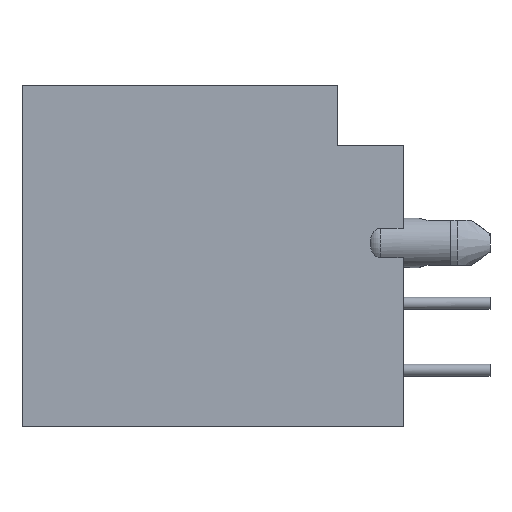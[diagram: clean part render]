
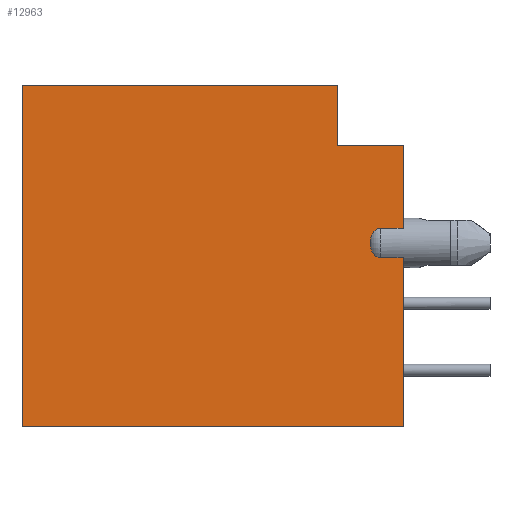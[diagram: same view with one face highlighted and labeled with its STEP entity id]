
A CAD part, left-side view. The second image highlights one B-rep face of the part: STEP entity #12963.
In plain terms, the highlighted planar face has unit normal (-1, 0, 0).
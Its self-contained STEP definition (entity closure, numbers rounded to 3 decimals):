
#38 = CARTESIAN_POINT ( 'NONE',  ( -8.01, 0.933, -5.438 ) ) ;
#73 = DIRECTION ( 'NONE',  ( 0., -1., 0. ) ) ;
#107 = CARTESIAN_POINT ( 'NONE',  ( -8.01, 2.5, 0. ) ) ;
#209 = FACE_OUTER_BOUND ( 'NONE', #11241, .T. ) ;
#272 = VERTEX_POINT ( 'NONE', #7633 ) ;
#454 = LINE ( 'NONE', #3393, #6243 ) ;
#603 = LINE ( 'NONE', #14775, #9108 ) ;
#877 = LINE ( 'NONE', #1603, #3615 ) ;
#907 = VERTEX_POINT ( 'NONE', #4631 ) ;
#1154 = CARTESIAN_POINT ( 'NONE',  ( -8.01, 1.101, -6.468 ) ) ;
#1271 = VECTOR ( 'NONE', #11244, 1000. ) ;
#1356 = CARTESIAN_POINT ( 'NONE',  ( -8.01, 10.009, -5.438 ) ) ;
#1409 = CARTESIAN_POINT ( 'NONE',  ( -8.01, 14.5, -13. ) ) ;
#1576 = CARTESIAN_POINT ( 'NONE',  ( -8.01, 2.5, -2.3 ) ) ;
#1603 = CARTESIAN_POINT ( 'NONE',  ( -8.01, 14.5, -13. ) ) ;
#1613 = VERTEX_POINT ( 'NONE', #7316 ) ;
#1726 = EDGE_CURVE ( 'NONE', #10184, #12735, #3328, .T. ) ;
#1799 = VERTEX_POINT ( 'NONE', #12678 ) ;
#1804 = DIRECTION ( 'NONE',  ( -1., 0., 0. ) ) ;
#2334 = CARTESIAN_POINT ( 'NONE',  ( -8.01, 1.235, -6.254 ) ) ;
#2869 = CARTESIAN_POINT ( 'NONE',  ( -8.01, 0., -6.562 ) ) ;
#2875 = CARTESIAN_POINT ( 'NONE',  ( -8.01, 14.5, 0. ) ) ;
#3219 = CARTESIAN_POINT ( 'NONE',  ( -8.01, 0., -13. ) ) ;
#3328 = LINE ( 'NONE', #107, #9430 ) ;
#3385 = VECTOR ( 'NONE', #8762, 1000. ) ;
#3393 = CARTESIAN_POINT ( 'NONE',  ( -8.01, 0., -13. ) ) ;
#3498 = CARTESIAN_POINT ( 'NONE',  ( -8.01, 1.258, -5.936 ) ) ;
#3615 = VECTOR ( 'NONE', #73, 1000. ) ;
#3772 = EDGE_CURVE ( 'NONE', #907, #10184, #5525, .T. ) ;
#3859 = EDGE_CURVE ( 'NONE', #4647, #8491, #5721, .T. ) ;
#3967 = DIRECTION ( 'NONE',  ( 0., 1., 0. ) ) ;
#4026 = EDGE_CURVE ( 'NONE', #272, #14436, #454, .T. ) ;
#4112 = ORIENTED_EDGE ( 'NONE', *, *, #14115, .T. ) ;
#4391 = DIRECTION ( 'NONE',  ( 0., 1., 0. ) ) ;
#4612 = ORIENTED_EDGE ( 'NONE', *, *, #3859, .F. ) ;
#4631 = CARTESIAN_POINT ( 'NONE',  ( -8.01, 0., -2.3 ) ) ;
#4635 = CARTESIAN_POINT ( 'NONE',  ( -8.01, 1.225, -5.752 ) ) ;
#4647 = VERTEX_POINT ( 'NONE', #1409 ) ;
#5433 = ORIENTED_EDGE ( 'NONE', *, *, #13945, .T. ) ;
#5445 = AXIS2_PLACEMENT_3D ( 'NONE', #13139, #1804, #9858 ) ;
#5525 = LINE ( 'NONE', #9741, #7860 ) ;
#5535 = ORIENTED_EDGE ( 'NONE', *, *, #8658, .T. ) ;
#5700 = DIRECTION ( 'NONE',  ( 0., 0., 1. ) ) ;
#5705 = LINE ( 'NONE', #9028, #6061 ) ;
#5721 = LINE ( 'NONE', #11091, #3385 ) ;
#5810 = CARTESIAN_POINT ( 'NONE',  ( -8.01, 1.142, -5.581 ) ) ;
#5920 = ORIENTED_EDGE ( 'NONE', *, *, #3772, .T. ) ;
#5922 = CARTESIAN_POINT ( 'NONE',  ( -8.01, 2.5, 0. ) ) ;
#6061 = VECTOR ( 'NONE', #4391, 1000. ) ;
#6097 = EDGE_CURVE ( 'NONE', #6359, #1799, #10218, .T. ) ;
#6243 = VECTOR ( 'NONE', #5700, 1000. ) ;
#6359 = VERTEX_POINT ( 'NONE', #12339 ) ;
#6880 = ORIENTED_EDGE ( 'NONE', *, *, #4026, .T. ) ;
#6954 = CARTESIAN_POINT ( 'NONE',  ( -8.01, 0.996, -5.459 ) ) ;
#7316 = CARTESIAN_POINT ( 'NONE',  ( -8.01, 0., -5.438 ) ) ;
#7396 = ORIENTED_EDGE ( 'NONE', *, *, #14614, .F. ) ;
#7633 = CARTESIAN_POINT ( 'NONE',  ( -8.01, 0., -13. ) ) ;
#7860 = VECTOR ( 'NONE', #3967, 1000. ) ;
#8064 = CARTESIAN_POINT ( 'NONE',  ( -8.01, 0.996, -6.541 ) ) ;
#8098 = CARTESIAN_POINT ( 'NONE',  ( -8.01, 0.87, -5.438 ) ) ;
#8491 = VERTEX_POINT ( 'NONE', #2875 ) ;
#8658 = EDGE_CURVE ( 'NONE', #1613, #907, #8679, .T. ) ;
#8679 = LINE ( 'NONE', #3219, #1271 ) ;
#8724 = PLANE ( 'NONE',  #5445 ) ;
#8762 = DIRECTION ( 'NONE',  ( 0., 0., 1. ) ) ;
#8927 = ORIENTED_EDGE ( 'NONE', *, *, #6097, .T. ) ;
#9028 = CARTESIAN_POINT ( 'NONE',  ( -8.01, 10.009, -6.562 ) ) ;
#9108 = VECTOR ( 'NONE', #13546, 1000. ) ;
#9234 = CARTESIAN_POINT ( 'NONE',  ( -8.01, 1.142, -6.418 ) ) ;
#9375 = ORIENTED_EDGE ( 'NONE', *, *, #1726, .T. ) ;
#9430 = VECTOR ( 'NONE', #12432, 1000. ) ;
#9565 = EDGE_CURVE ( 'NONE', #14436, #6359, #5705, .T. ) ;
#9741 = CARTESIAN_POINT ( 'NONE',  ( -8.01, 2.5, -2.3 ) ) ;
#9858 = DIRECTION ( 'NONE',  ( 0., -1., 0. ) ) ;
#10184 = VERTEX_POINT ( 'NONE', #1576 ) ;
#10218 = B_SPLINE_CURVE_WITH_KNOTS ( 'NONE', 3,
 ( #13739, #12601, #8064, #1154, #9234, #2334, #10373, #3498, #11521, #4635, #12645, #5810, #13785, #6954, #38, #8098 ),
 .UNSPECIFIED., .F., .F.,
 ( 4, 2, 2, 2, 2, 2, 2, 4 ),
 ( 0.002, 0.002, 0.003, 0.003, 0.003, 0.003, 0.004, 0.004 ),
 .UNSPECIFIED. ) ;
#10275 = LINE ( 'NONE', #1356, #12919 ) ;
#10373 = CARTESIAN_POINT ( 'NONE',  ( -8.01, 1.258, -6.126 ) ) ;
#11091 = CARTESIAN_POINT ( 'NONE',  ( -8.01, 14.5, -13. ) ) ;
#11241 = EDGE_LOOP ( 'NONE', ( #8927, #5433, #5535, #5920, #9375, #7396, #4612, #4112, #6880, #11494 ) ) ;
#11244 = DIRECTION ( 'NONE',  ( 0., 0., 1. ) ) ;
#11494 = ORIENTED_EDGE ( 'NONE', *, *, #9565, .T. ) ;
#11521 = CARTESIAN_POINT ( 'NONE',  ( -8.01, 1.252, -5.874 ) ) ;
#12339 = CARTESIAN_POINT ( 'NONE',  ( -8.01, 0.87, -6.562 ) ) ;
#12432 = DIRECTION ( 'NONE',  ( 0., 0., 1. ) ) ;
#12601 = CARTESIAN_POINT ( 'NONE',  ( -8.01, 0.933, -6.562 ) ) ;
#12645 = CARTESIAN_POINT ( 'NONE',  ( -8.01, 1.204, -5.691 ) ) ;
#12678 = CARTESIAN_POINT ( 'NONE',  ( -8.01, 0.87, -5.438 ) ) ;
#12693 = DIRECTION ( 'NONE',  ( 0., -1., 0. ) ) ;
#12735 = VERTEX_POINT ( 'NONE', #5922 ) ;
#12919 = VECTOR ( 'NONE', #12693, 1000. ) ;
#12963 = ADVANCED_FACE ( 'NONE', ( #209 ), #8724, .T. ) ;
#13139 = CARTESIAN_POINT ( 'NONE',  ( -8.01, 14.5, -13. ) ) ;
#13546 = DIRECTION ( 'NONE',  ( 0., -1., 0. ) ) ;
#13739 = CARTESIAN_POINT ( 'NONE',  ( -8.01, 0.87, -6.562 ) ) ;
#13785 = CARTESIAN_POINT ( 'NONE',  ( -8.01, 1.101, -5.532 ) ) ;
#13945 = EDGE_CURVE ( 'NONE', #1799, #1613, #10275, .T. ) ;
#14115 = EDGE_CURVE ( 'NONE', #4647, #272, #877, .T. ) ;
#14436 = VERTEX_POINT ( 'NONE', #2869 ) ;
#14614 = EDGE_CURVE ( 'NONE', #8491, #12735, #603, .T. ) ;
#14775 = CARTESIAN_POINT ( 'NONE',  ( -8.01, 14.5, 0. ) ) ;
